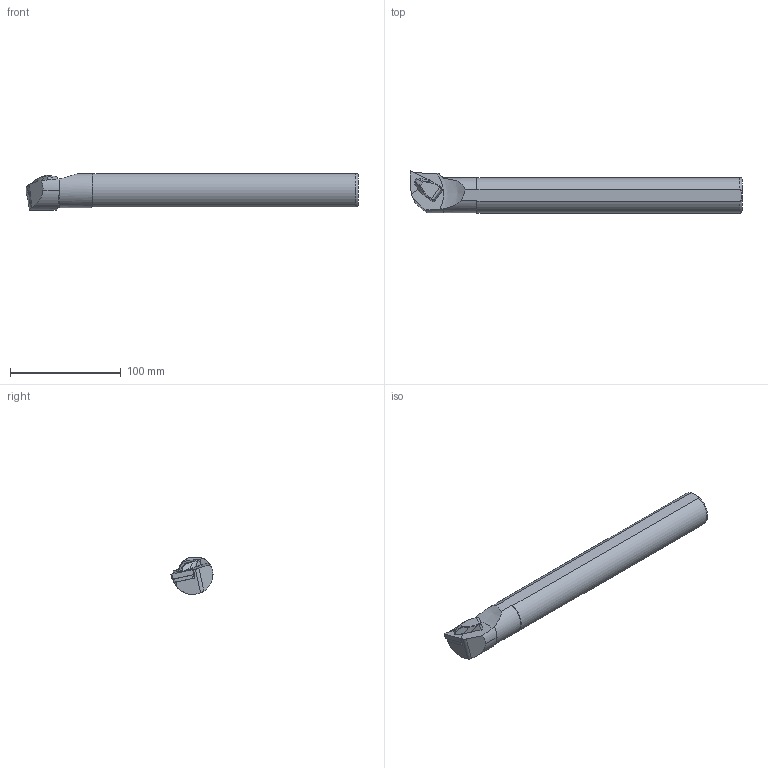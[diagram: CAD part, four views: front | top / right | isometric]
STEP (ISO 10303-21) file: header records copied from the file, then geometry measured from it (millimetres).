
FILE_DESCRIPTION(/* description */ (''),/* implementation_level */ '2;1');
FILE_NAME(/* name */ 'S32T-TTUNL-22.stp',/* time_stamp */ '2023-10-09T19:31:26+03:00',/* author */ (''),/* organization */ (''),/* preprocessor_version */ 'ST-DEVELOPER v19.4',/* originating_system */ 'SIEMENS PLM Software NX2306.3001',/* authorisation */ '');
FILE_SCHEMA (('AUTOMOTIVE_DESIGN { 1 0 10303 214 3 1 1 1 }'));
Length unit declared in the file: millimetre
Products named in the file (1): S32T-TTUNR-22
Bounding box: 300 x 38 x 33.26 mm (x, y, z)
Volume: 230490.4 mm3; surface area: 32618.6 mm2
Topology: 2 solids, 2 shells, 102 faces, 252 edges, 153 vertices
Faces by surface type: cylinder 44, plane 36, bspline 14, cone 3, torus 3, sphere 2
Full cylindrical faces by diameter (mm): 4.4 x1, 6.4 x1
Entity records: 4216 total; most frequent: CARTESIAN_POINT 1832, DIRECTION 504, ORIENTED_EDGE 486, EDGE_CURVE 243, AXIS2_PLACEMENT_3D 194, VERTEX_POINT 152, LINE 116, VECTOR 116
